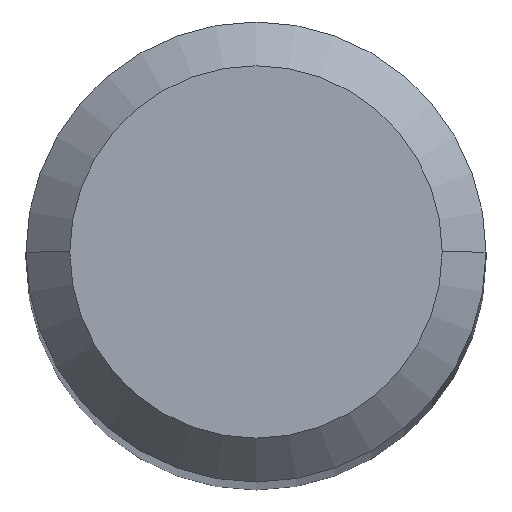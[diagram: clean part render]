
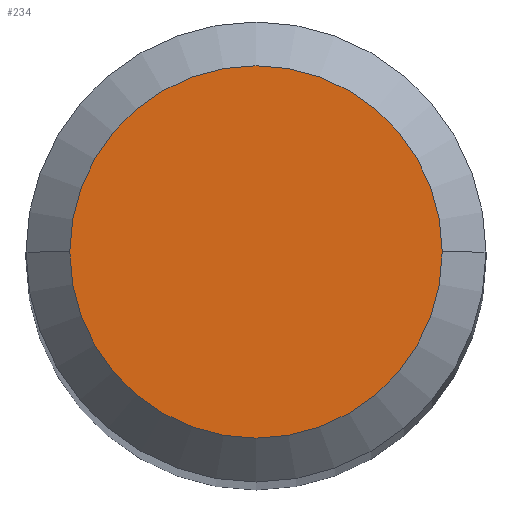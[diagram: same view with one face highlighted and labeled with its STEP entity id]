
A CAD part, top view. The second image highlights one B-rep face of the part: STEP entity #234.
In plain terms, the highlighted planar face has unit normal (0, 0, 1).
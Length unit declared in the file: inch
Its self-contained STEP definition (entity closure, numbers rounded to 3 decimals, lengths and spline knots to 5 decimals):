
#15 = ORIENTED_EDGE ( 'NONE', *, *, #150, .T. ) ;
#37 = DIRECTION ( 'NONE',  ( 1., 0., 0. ) ) ;
#59 = PLANE ( 'NONE',  #147 ) ;
#66 = EDGE_CURVE ( 'NONE', #294, #210, #270, .T. ) ;
#78 = CARTESIAN_POINT ( 'NONE',  ( 0., 0., 1.9685 ) ) ;
#92 = CARTESIAN_POINT ( 'NONE',  ( 0.06374, 0., 1.9685 ) ) ;
#129 = CIRCLE ( 'NONE', #343, 0.06374 ) ;
#147 = AXIS2_PLACEMENT_3D ( 'NONE', #266, #299, #326 ) ;
#150 = EDGE_CURVE ( 'NONE', #210, #294, #129, .T. ) ;
#157 = DIRECTION ( 'NONE',  ( 0., 0., 1. ) ) ;
#206 = CARTESIAN_POINT ( 'NONE',  ( -0.06374, 0., 1.9685 ) ) ;
#210 = VERTEX_POINT ( 'NONE', #206 ) ;
#214 = FACE_OUTER_BOUND ( 'NONE', #242, .T. ) ;
#234 = ADVANCED_FACE ( 'NONE', ( #214 ), #59, .T. ) ;
#239 = ORIENTED_EDGE ( 'NONE', *, *, #66, .T. ) ;
#242 = EDGE_LOOP ( 'NONE', ( #15, #239 ) ) ;
#253 = CARTESIAN_POINT ( 'NONE',  ( 0., 0., 1.9685 ) ) ;
#257 = DIRECTION ( 'NONE',  ( 1., 0., 0. ) ) ;
#266 = CARTESIAN_POINT ( 'NONE',  ( 0., 0., 1.9685 ) ) ;
#270 = CIRCLE ( 'NONE', #282, 0.06374 ) ;
#282 = AXIS2_PLACEMENT_3D ( 'NONE', #253, #157, #37 ) ;
#294 = VERTEX_POINT ( 'NONE', #92 ) ;
#299 = DIRECTION ( 'NONE',  ( 0., 0., 1. ) ) ;
#308 = DIRECTION ( 'NONE',  ( 0., 0., 1. ) ) ;
#326 = DIRECTION ( 'NONE',  ( 1., 0., 0. ) ) ;
#343 = AXIS2_PLACEMENT_3D ( 'NONE', #78, #308, #257 ) ;
